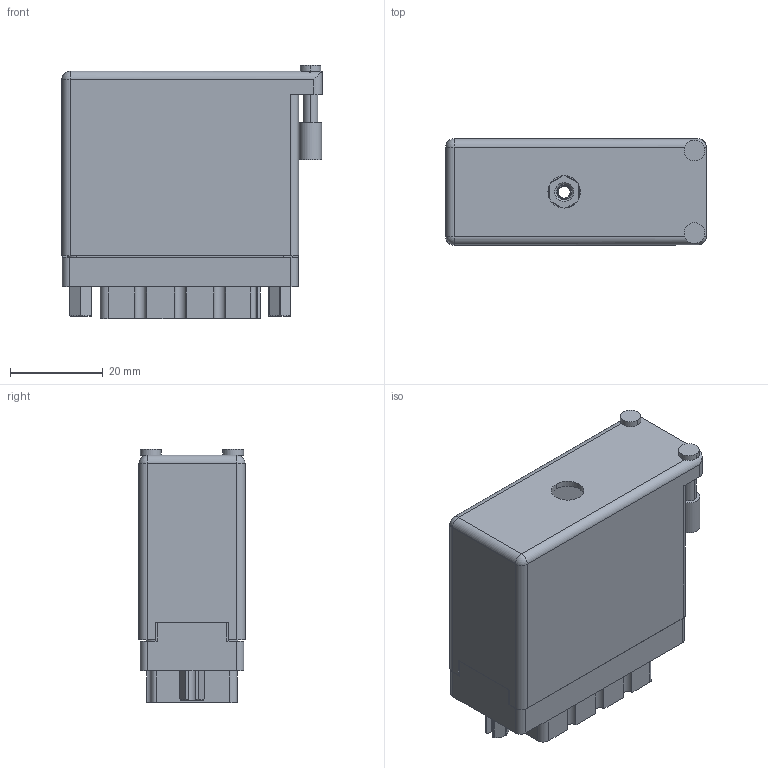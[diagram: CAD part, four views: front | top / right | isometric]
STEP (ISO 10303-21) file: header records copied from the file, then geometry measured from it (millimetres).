
FILE_DESCRIPTION (( 'STEP AP203' ), '1' );
FILE_NAME ('516-038-500-652.STEP', '2020-03-05T12:54:07', ( '' ), ( '' ), 'SwSTEP 2.0', 'SolidWorks 2016', '' );
FILE_SCHEMA (( 'CONFIG_CONTROL_DESIGN' ));
Length unit declared in the file: inch
Products named in the file (8): 516-221-038-102_039; 516-038-500-652; 516-252-021-102_038; 516 Part Receptacle_038; 516-292-001_500 Contact; 516-252-035-100_516-252-035-100; 516-230-001_Metal - 038 Side Entry; 516-221-038-102_038
Assembly tree (45 placements, depth 2):
  516-038-500-652
    516 Part Receptacle_038
    516-292-001_500 Contact  x38
    516-230-001_Metal - 038 Side Entry
    516-252-021-102_038  x2
    516-221-038-102_038
    516-252-035-100_516-252-035-100
    516-221-038-102_039
Bounding box: 56.08 x 22.83 x 54.53 mm (x, y, z)
Volume: 21378.2 mm3; surface area: 36260.5 mm2
Topology: 45 solids, 45 shells, 4087 faces, 11815 edges, 7832 vertices
Faces by surface type: plane 2362, cylinder 1417, bspline 262, cone 44, sphere 2
Entity records: 49627 total; most frequent: CARTESIAN_POINT 14563, ORIENTED_EDGE 7158, DIRECTION 6780, EDGE_CURVE 3579, LINE 2388, VECTOR 2388, VERTEX_POINT 2370, AXIS2_PLACEMENT_3D 2196
